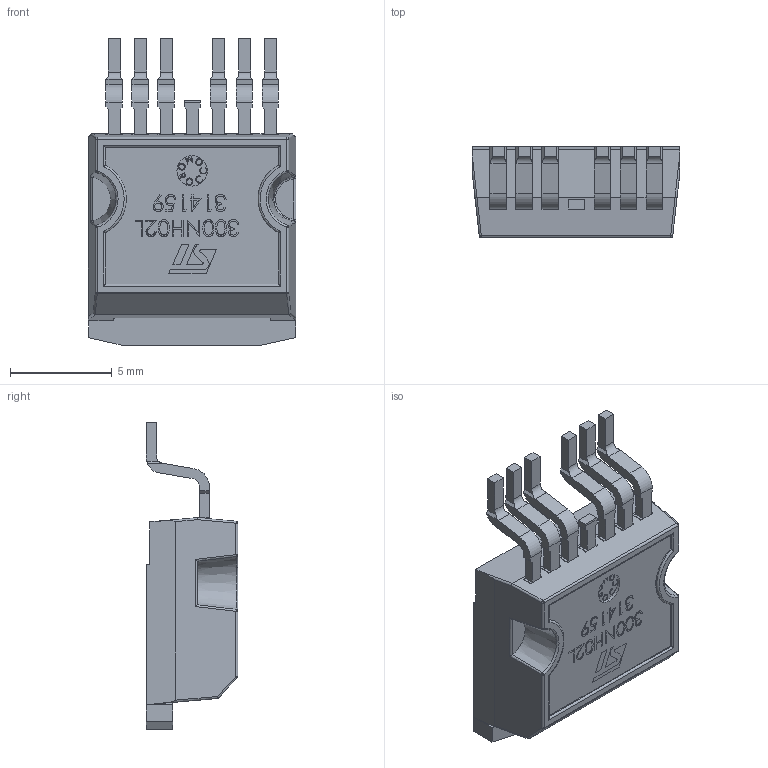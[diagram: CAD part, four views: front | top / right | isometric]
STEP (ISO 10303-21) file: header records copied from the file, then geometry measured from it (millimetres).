
FILE_DESCRIPTION (( 'STEP AP214' ), '1' );
FILE_NAME ('d2pak7_ST.STEP', '2012-01-24T19:08:13', ( 'ASUS' ), ( 'asus' ), 'SwSTEP 2.0', 'SolidWorks 2010', '' );
FILE_SCHEMA (( 'AUTOMOTIVE_DESIGN' ));
Length unit declared in the file: millimetre
Products named in the file (1): d2pak7_ST
Bounding box: 10.21 x 4.5 x 15.11 mm (x, y, z)
Volume: 472.1 mm3; surface area: 619.7 mm2
Topology: 2 solids, 2 shells, 293 faces, 940 edges, 693 vertices
Faces by surface type: plane 207, cylinder 59, bspline 26, cone 1
Entity records: 16964 total; most frequent: CARTESIAN_POINT 5854, ORIENTED_EDGE 1880, DIRECTION 1371, EDGE_CURVE 940, VERTEX_POINT 693, LINE 613, VECTOR 613, AXIS2_PLACEMENT_3D 379
